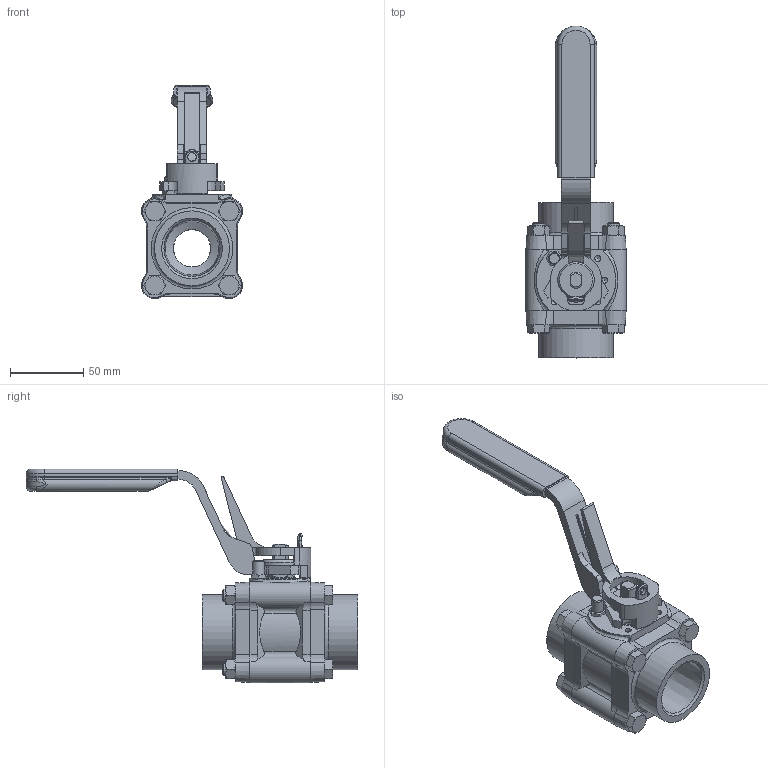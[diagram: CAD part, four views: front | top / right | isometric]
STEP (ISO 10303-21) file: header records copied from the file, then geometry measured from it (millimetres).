
FILE_DESCRIPTION((''),'2;1');
FILE_NAME('12-A44-6666TTSETSET.stp','2014-12-17T15:34:38',('10146786'),(''),'Autodesk Inventor 2012','Autodesk Inventor 2012','');
FILE_SCHEMA(('AUTOMOTIVE_DESIGN { 1 0 10303 214 1 1 1 1 }'));
Length unit declared in the file: millimetre
Products named in the file (15): 12-A44-6666TTSETSET; GA-B04412-16254-A-1; GA-A44-10-STEM-BUILD-A-1; GA-B00010-06002-A-1; GA-B00010-52001-A-1; M08-8-070-110-A-1; M08-8-000-360-A-1; B04412-08101; A21579; B51910-01065-1; B51910-01069-1; B00005-42007; B00010-34000-1; Locaton Pin; B04412-60036
Assembly tree (21 placements, depth 3):
  12-A44-6666TTSETSET
    GA-B04412-16254-A-1
    GA-A44-10-STEM-BUILD-A-1
    GA-B00010-06002-A-1
    GA-B00010-52001-A-1
    M08-8-070-110-A-1  x4
    M08-8-000-360-A-1  x4
    B04412-08101  x2
    A21579
      B51910-01065-1
      B51910-01069-1
      B00005-42007
      B00010-34000-1
      Locaton Pin
    B04412-60036
Bounding box: 68.94 x 226.72 x 146.01 mm (x, y, z)
Volume: 331622.1 mm3; surface area: 110082.8 mm2
Topology: 20 solids, 20 shells, 609 faces, 1517 edges, 956 vertices
Faces by surface type: plane 254, cylinder 158, cone 138, bspline 48, torus 11
Full cylindrical faces by diameter (mm): 0.8 x2, 3.9 x1, 4 x3, 4.134 x5, 4.2 x2, 5 x1, 6 x1, 6.647 x4, 8 x5, 8.5 x4, 9.728 x1, 10.977 x1, 17.2 x1, 20.6 x1, 24 x1, 25.325 x1, 25.45 x2, 30.085 x1, 51.2 x2, 60 x2
Entity records: 16304 total; most frequent: CARTESIAN_POINT 4987, DIRECTION 2261, ORIENTED_EDGE 2256, EDGE_CURVE 1128, AXIS2_PLACEMENT_3D 862, VERTEX_POINT 750, EDGE_LOOP 562, VECTOR 537
